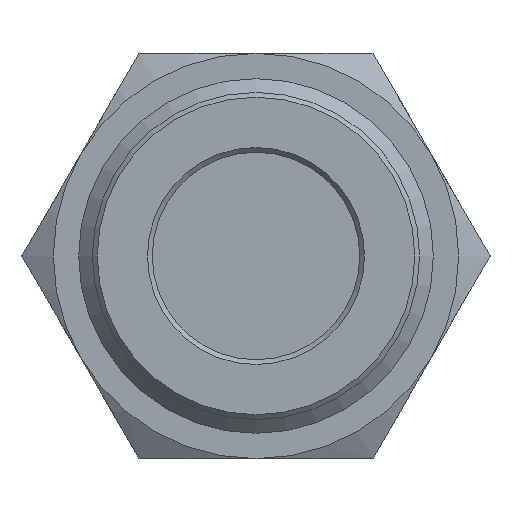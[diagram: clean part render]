
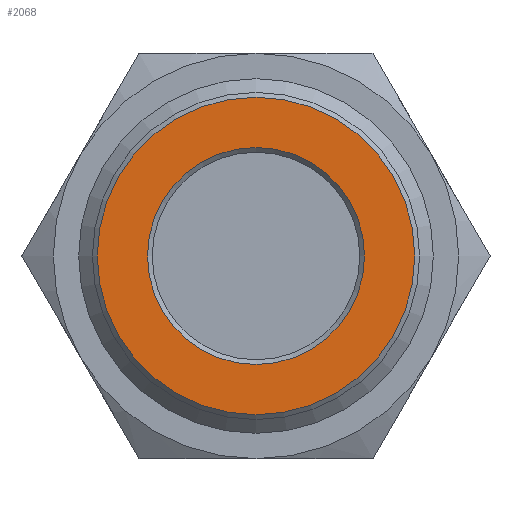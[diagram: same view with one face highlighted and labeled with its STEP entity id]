
A CAD part, left-side view. The second image highlights one B-rep face of the part: STEP entity #2068.
In plain terms, the highlighted face is planar.
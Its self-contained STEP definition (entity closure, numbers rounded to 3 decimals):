
#2037=CARTESIAN_POINT('',(6.8,5.,0.));
#2038=VERTEX_POINT('',#2037);
#2039=CARTESIAN_POINT('',(0.,5.,0.0));
#2040=DIRECTION('',(0.0,1.0,0.0));
#2041=DIRECTION('',(-1.0,0.0,0.0));
#2042=AXIS2_PLACEMENT_3D('',#2039,#2040,#2041);
#2043=CIRCLE('',#2042,6.8);
#2044=EDGE_CURVE('',#2038,#2038,#2043,.T.);
#2049=CARTESIAN_POINT('',(0.,5.,0.));
#2050=DIRECTION('',(0.0,-1.0,0.0));
#2051=DIRECTION('',(0.0,0.0,-1.0));
#2052=AXIS2_PLACEMENT_3D('',#2049,#2050,#2051);
#2053=PLANE('',#2052);
#2054=CARTESIAN_POINT('',(9.95,5.,0.));
#2055=VERTEX_POINT('',#2054);
#2056=CARTESIAN_POINT('',(0.,5.,0.0));
#2057=DIRECTION('',(0.0,-1.0,0.0));
#2058=DIRECTION('',(-1.0,0.0,0.0));
#2059=AXIS2_PLACEMENT_3D('',#2056,#2057,#2058);
#2060=CIRCLE('',#2059,9.95);
#2061=EDGE_CURVE('',#2055,#2055,#2060,.T.);
#2062=ORIENTED_EDGE('',*,*,#2061,.F.);
#2063=EDGE_LOOP('',(#2062));
#2064=FACE_OUTER_BOUND('',#2063,.T.);
#2065=ORIENTED_EDGE('',*,*,#2044,.F.);
#2066=EDGE_LOOP('',(#2065));
#2067=FACE_BOUND('',#2066,.T.);
#2068=ADVANCED_FACE('',(#2064,#2067),#2053,.F.);
